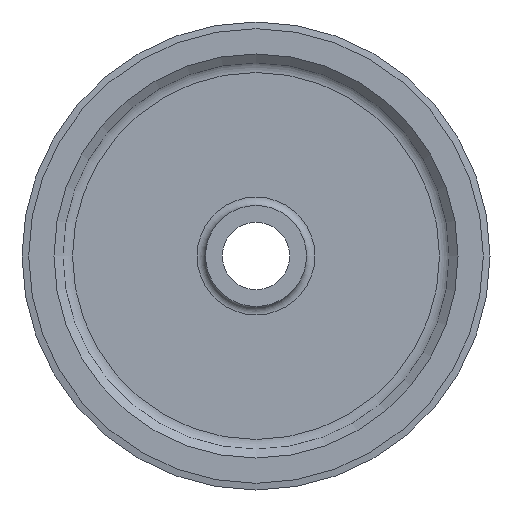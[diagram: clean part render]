
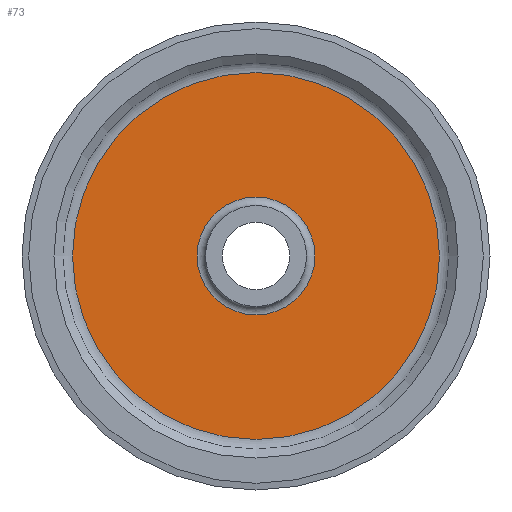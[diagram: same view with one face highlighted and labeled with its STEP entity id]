
A CAD part, left-side view. The second image highlights one B-rep face of the part: STEP entity #73.
In plain terms, the highlighted planar face has unit normal (-1, 0, 0).
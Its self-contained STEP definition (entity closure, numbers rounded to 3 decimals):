
#9 = DIRECTION ( 'NONE',  ( 1., 0., 0. ) ) ;
#24 = AXIS2_PLACEMENT_3D ( 'NONE', #249, #9, #473 ) ;
#54 = PLANE ( 'NONE',  #24 ) ;
#73 = ADVANCED_FACE ( 'NONE', ( #500, #295 ), #54, .F. ) ;
#89 = ORIENTED_EDGE ( 'NONE', *, *, #482, .F. ) ;
#102 = VERTEX_POINT ( 'NONE', #561 ) ;
#111 = ORIENTED_EDGE ( 'NONE', *, *, #177, .T. ) ;
#144 = EDGE_LOOP ( 'NONE', ( #111 ) ) ;
#151 = DIRECTION ( 'NONE',  ( 0., 0., 1. ) ) ;
#177 = EDGE_CURVE ( 'NONE', #102, #102, #323, .T. ) ;
#187 = VERTEX_POINT ( 'NONE', #424 ) ;
#224 = DIRECTION ( 'NONE',  ( 0., 0., 1. ) ) ;
#249 = CARTESIAN_POINT ( 'NONE',  ( 13., 70., 0. ) ) ;
#256 = AXIS2_PLACEMENT_3D ( 'NONE', #549, #513, #151 ) ;
#295 = FACE_OUTER_BOUND ( 'NONE', #144, .T. ) ;
#323 = CIRCLE ( 'NONE', #256, 217.956 ) ;
#370 = CIRCLE ( 'NONE', #548, 70. ) ;
#424 = CARTESIAN_POINT ( 'NONE',  ( 13., 0., 70. ) ) ;
#473 = DIRECTION ( 'NONE',  ( 0., 0., -1. ) ) ;
#482 = EDGE_CURVE ( 'NONE', #187, #187, #370, .T. ) ;
#500 = FACE_BOUND ( 'NONE', #510, .T. ) ;
#510 = EDGE_LOOP ( 'NONE', ( #89 ) ) ;
#513 = DIRECTION ( 'NONE',  ( -1., 0., 0. ) ) ;
#548 = AXIS2_PLACEMENT_3D ( 'NONE', #599, #587, #224 ) ;
#549 = CARTESIAN_POINT ( 'NONE',  ( 13., 0., 0. ) ) ;
#561 = CARTESIAN_POINT ( 'NONE',  ( 13., 0., 217.956 ) ) ;
#587 = DIRECTION ( 'NONE',  ( -1., 0., 0. ) ) ;
#599 = CARTESIAN_POINT ( 'NONE',  ( 13., 0., 0. ) ) ;
